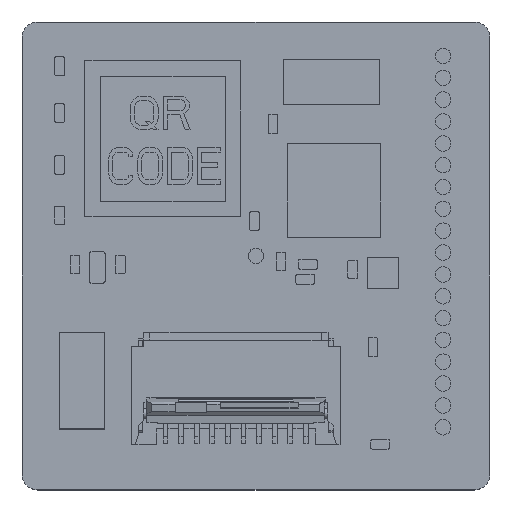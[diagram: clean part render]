
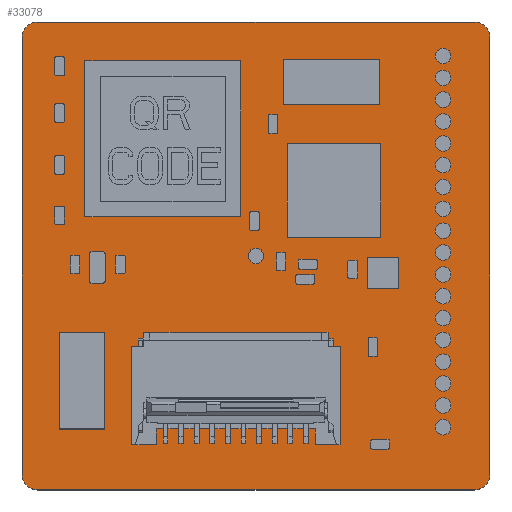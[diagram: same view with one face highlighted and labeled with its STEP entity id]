
A CAD part, top view. The second image highlights one B-rep face of the part: STEP entity #33078.
In plain terms, the highlighted planar face has unit normal (0, 0, 1).
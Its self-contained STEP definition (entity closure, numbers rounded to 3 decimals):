
#32877=CARTESIAN_POINT('',(3600.659,1414.455,0.));
#32878=DIRECTION('',(0.,0.,-1.));
#32879=DIRECTION('',(1.,0.,0.));
#32880=AXIS2_PLACEMENT_3D('',#32877,#32878,#32879);
#32882=CARTESIAN_POINT('',(3586.659,1414.455,0.));
#32883=DIRECTION('',(0.,0.,-1.));
#32884=DIRECTION('',(0.,-1.,0.));
#32885=AXIS2_PLACEMENT_3D('',#32882,#32883,#32884);
#32887=CARTESIAN_POINT('',(3586.659,1428.455,0.));
#32888=DIRECTION('',(0.,0.,-1.));
#32889=DIRECTION('',(-1.,0.,0.));
#32890=AXIS2_PLACEMENT_3D('',#32887,#32888,#32889);
#32892=CARTESIAN_POINT('',(3600.659,1428.455,0.));
#32893=DIRECTION('',(0.,0.,-1.));
#32894=DIRECTION('',(0.,1.,0.));
#32895=AXIS2_PLACEMENT_3D('',#32892,#32893,#32894);
#32897=CARTESIAN_POINT('',(3593.659,1421.455,0.));
#32898=DIRECTION('',(0.,0.,1.));
#32899=DIRECTION('',(-1.,0.,0.));
#32900=AXIS2_PLACEMENT_3D('',#32897,#32898,#32899);
#32902=CARTESIAN_POINT('',(3593.659,1421.455,0.));
#32903=DIRECTION('',(0.,0.,1.));
#32904=DIRECTION('',(1.,0.,0.));
#32905=AXIS2_PLACEMENT_3D('',#32902,#32903,#32904);
#32915=DIRECTION('',(0.,1.,0.));
#32916=VECTOR('',#32915,14.);
#32917=CARTESIAN_POINT('',(3601.159,1414.455,0.));
#32918=LINE('',#32917,#32916);
#32927=DIRECTION('',(-1.,0.,0.));
#32928=VECTOR('',#32927,14.);
#32929=CARTESIAN_POINT('',(3600.659,1428.955,0.));
#32930=LINE('',#32929,#32928);
#32939=DIRECTION('',(0.,-1.,0.));
#32940=VECTOR('',#32939,14.);
#32941=CARTESIAN_POINT('',(3586.159,1428.455,0.));
#32942=LINE('',#32941,#32940);
#32951=DIRECTION('',(1.,0.,0.));
#32952=VECTOR('',#32951,14.);
#32953=CARTESIAN_POINT('',(3586.659,1413.955,0.));
#32954=LINE('',#32953,#32952);
#33009=CARTESIAN_POINT('',(3601.159,1414.455,0.));
#33010=CARTESIAN_POINT('',(3600.659,1413.955,0.));
#33011=VERTEX_POINT('',#33009);
#33012=VERTEX_POINT('',#33010);
#33013=CARTESIAN_POINT('',(3586.659,1413.955,0.));
#33014=VERTEX_POINT('',#33013);
#33015=CARTESIAN_POINT('',(3586.159,1414.455,0.));
#33016=VERTEX_POINT('',#33015);
#33017=CARTESIAN_POINT('',(3586.159,1428.455,0.));
#33018=VERTEX_POINT('',#33017);
#33019=CARTESIAN_POINT('',(3586.659,1428.955,0.));
#33020=VERTEX_POINT('',#33019);
#33021=CARTESIAN_POINT('',(3600.659,1428.955,0.));
#33022=VERTEX_POINT('',#33021);
#33023=CARTESIAN_POINT('',(3601.159,1428.455,0.));
#33024=VERTEX_POINT('',#33023);
#33025=CARTESIAN_POINT('',(3593.409,1421.455,0.));
#33026=CARTESIAN_POINT('',(3593.909,1421.455,0.));
#33027=VERTEX_POINT('',#33025);
#33028=VERTEX_POINT('',#33026);
#33049=CARTESIAN_POINT('',(0.,0.,0.));
#33050=DIRECTION('',(0.,0.,1.));
#33051=DIRECTION('',(1.,0.,0.));
#33052=AXIS2_PLACEMENT_3D('',#33049,#33050,#33051);
#33053=PLANE('',#33052);
#33055=ORIENTED_EDGE('',*,*,#33054,.T.);
#33057=ORIENTED_EDGE('',*,*,#33056,.F.);
#33059=ORIENTED_EDGE('',*,*,#33058,.T.);
#33061=ORIENTED_EDGE('',*,*,#33060,.F.);
#33063=ORIENTED_EDGE('',*,*,#33062,.T.);
#33065=ORIENTED_EDGE('',*,*,#33064,.F.);
#33067=ORIENTED_EDGE('',*,*,#33066,.T.);
#33069=ORIENTED_EDGE('',*,*,#33068,.F.);
#33070=EDGE_LOOP('',(#33055,#33057,#33059,#33061,#33063,#33065,#33067,#33069));
#33071=FACE_OUTER_BOUND('',#33070,.F.);
#33073=ORIENTED_EDGE('',*,*,#33072,.T.);
#33075=ORIENTED_EDGE('',*,*,#33074,.T.);
#33076=EDGE_LOOP('',(#33073,#33075));
#33077=FACE_BOUND('',#33076,.F.);
#33078=ADVANCED_FACE('',(#33071,#33077),#33053,.T.);
#32881=CIRCLE('',#32880,0.5);
#32886=CIRCLE('',#32885,0.5);
#32891=CIRCLE('',#32890,0.5);
#32896=CIRCLE('',#32895,0.5);
#32901=CIRCLE('',#32900,0.25);
#32906=CIRCLE('',#32905,0.25);
#33054=EDGE_CURVE('',#33011,#33012,#32881,.T.);
#33056=EDGE_CURVE('',#33014,#33012,#32954,.T.);
#33058=EDGE_CURVE('',#33014,#33016,#32886,.T.);
#33060=EDGE_CURVE('',#33018,#33016,#32942,.T.);
#33062=EDGE_CURVE('',#33018,#33020,#32891,.T.);
#33064=EDGE_CURVE('',#33022,#33020,#32930,.T.);
#33066=EDGE_CURVE('',#33022,#33024,#32896,.T.);
#33068=EDGE_CURVE('',#33011,#33024,#32918,.T.);
#33072=EDGE_CURVE('',#33027,#33028,#32901,.T.);
#33074=EDGE_CURVE('',#33028,#33027,#32906,.T.);
